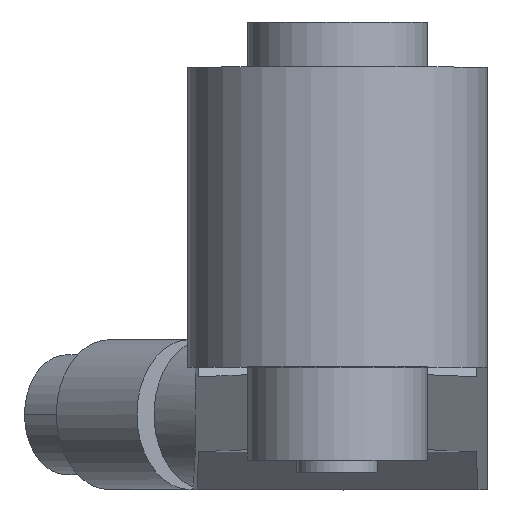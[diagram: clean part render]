
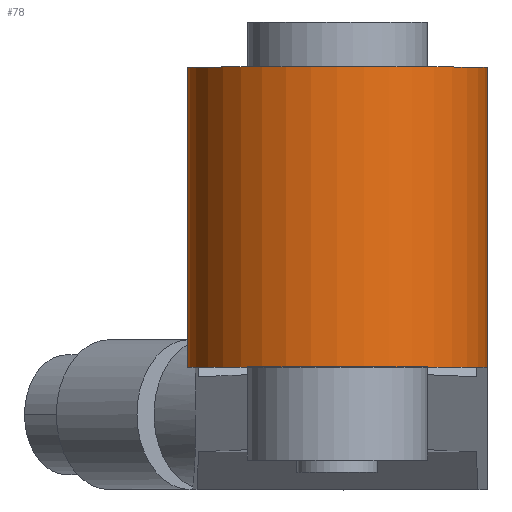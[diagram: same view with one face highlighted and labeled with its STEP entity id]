
A CAD part, top view. The second image highlights one B-rep face of the part: STEP entity #78.
In plain terms, the highlighted cylindrical face has radius 7.938 mm (diameter 15.875 mm), a partial arc.
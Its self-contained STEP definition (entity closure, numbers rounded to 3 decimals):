
#78=ADVANCED_FACE('FACE9',(#179),#180,.T.);
#179=FACE_OUTER_BOUND('',#304,.T.);
#180=CYLINDRICAL_SURFACE('',#305,7.938);
#304=EDGE_LOOP('',(#458,#459,#460,#461));
#305=AXIS2_PLACEMENT_3D('',#462,#463,#464);
#458=ORIENTED_EDGE('',*,*,#750,.F.);
#459=ORIENTED_EDGE('',*,*,#741,.T.);
#460=ORIENTED_EDGE('',*,*,#752,.F.);
#461=ORIENTED_EDGE('',*,*,#754,.F.);
#462=CARTESIAN_POINT('',(0.0,10.319,76.2));
#463=DIRECTION('',(0.0,1.0,0.));
#464=DIRECTION('',(1.0,0.0,0.0));
#741=EDGE_CURVE('EDGE9',#876,#877,#878,.T.);
#750=EDGE_CURVE('EDGE15',#876,#889,#890,.T.);
#752=EDGE_CURVE('EDGE17',#891,#877,#893,.T.);
#754=EDGE_CURVE('EDGE18',#889,#891,#895,.T.);
#876=VERTEX_POINT('VERTEX7',#1067);
#877=VERTEX_POINT('VERTEX8',#1068);
#878=CIRCLE('',#1069,7.938);
#889=VERTEX_POINT('VERTEX11',#1082);
#890=LINE('',#1083,#1084);
#891=VERTEX_POINT('VERTEX12',#1085);
#893=LINE('',#1087,#1088);
#895=CIRCLE('',#1090,7.938);
#1067=CARTESIAN_POINT('',(7.938,18.256,76.2));
#1068=CARTESIAN_POINT('',(-7.938,18.256,76.2));
#1069=AXIS2_PLACEMENT_3D('',#1304,#1305,#1306);
#1082=CARTESIAN_POINT('',(7.938,2.381,76.2));
#1083=CARTESIAN_POINT('',(7.938,10.319,76.2));
#1084=VECTOR('',#1318,1.0);
#1085=CARTESIAN_POINT('',(-7.938,2.381,76.2));
#1087=CARTESIAN_POINT('',(-7.938,10.319,76.2));
#1088=VECTOR('',#1322,1.0);
#1090=AXIS2_PLACEMENT_3D('',#1323,#1324,#1325);
#1304=CARTESIAN_POINT('',(0.0,18.256,76.2));
#1305=DIRECTION('',(0.0,-1.0,0.));
#1306=DIRECTION('',(1.0,0.0,0.0));
#1318=DIRECTION('',(0.0,-1.0,0.));
#1322=DIRECTION('',(0.0,1.0,0.));
#1323=CARTESIAN_POINT('',(0.0,2.381,76.2));
#1324=DIRECTION('',(0.0,-1.0,0.));
#1325=DIRECTION('',(1.0,0.0,0.0));
